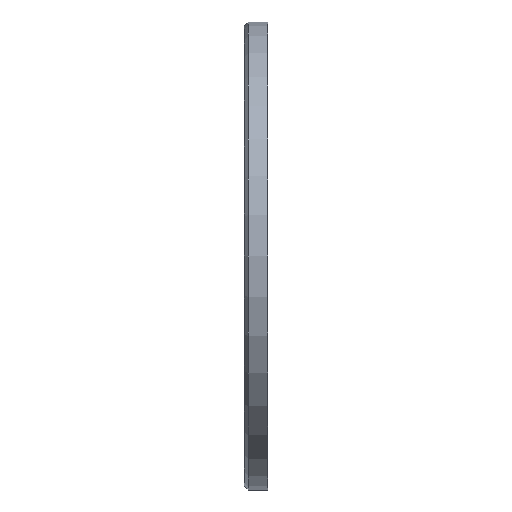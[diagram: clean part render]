
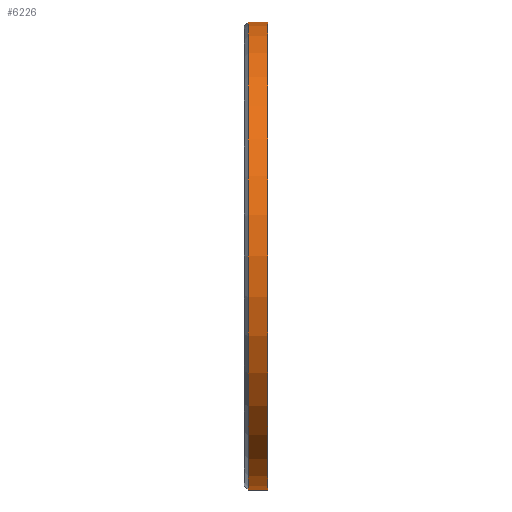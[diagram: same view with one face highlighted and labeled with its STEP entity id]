
A CAD part, left-side view. The second image highlights one B-rep face of the part: STEP entity #6226.
In plain terms, the highlighted cylindrical face has radius 60 mm (diameter 120 mm), a partial arc.
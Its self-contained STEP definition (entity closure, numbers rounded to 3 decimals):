
#921 = EDGE_LOOP ( 'NONE', ( #1786, #13578, #1444, #929 ) ) ;
#929 = ORIENTED_EDGE ( 'NONE', *, *, #7457, .T. ) ;
#1444 = ORIENTED_EDGE ( 'NONE', *, *, #1947, .T. ) ;
#1786 = ORIENTED_EDGE ( 'NONE', *, *, #6042, .F. ) ;
#1898 = AXIS2_PLACEMENT_3D ( 'NONE', #5692, #11098, #12083 ) ;
#1947 = EDGE_CURVE ( 'NONE', #12196, #13869, #7063, .T. ) ;
#2058 = CIRCLE ( 'NONE', #2529, 60. ) ;
#2105 = DIRECTION ( 'NONE',  ( 0., -1., 0. ) ) ;
#2309 = FACE_OUTER_BOUND ( 'NONE', #921, .T. ) ;
#2335 = DIRECTION ( 'NONE',  ( 0., -1., 0. ) ) ;
#2393 = EDGE_CURVE ( 'NONE', #9817, #12196, #10613, .T. ) ;
#2529 = AXIS2_PLACEMENT_3D ( 'NONE', #10562, #11635, #8435 ) ;
#2608 = CARTESIAN_POINT ( 'NONE',  ( 0., 5., -60. ) ) ;
#4034 = CARTESIAN_POINT ( 'NONE',  ( 0., 0., 60. ) ) ;
#4827 = CARTESIAN_POINT ( 'NONE',  ( 0., 5., 60. ) ) ;
#5692 = CARTESIAN_POINT ( 'NONE',  ( 0., 6., 0. ) ) ;
#5932 = CARTESIAN_POINT ( 'NONE',  ( 0., 6., -60. ) ) ;
#6042 = EDGE_CURVE ( 'NONE', #9817, #11978, #6654, .T. ) ;
#6226 = ADVANCED_FACE ( 'NONE', ( #2309 ), #13368, .T. ) ;
#6654 = LINE ( 'NONE', #12694, #12549 ) ;
#7043 = DIRECTION ( 'NONE',  ( 0., -1., 0. ) ) ;
#7063 = LINE ( 'NONE', #5932, #12788 ) ;
#7457 = EDGE_CURVE ( 'NONE', #13869, #11978, #2058, .T. ) ;
#7570 = CARTESIAN_POINT ( 'NONE',  ( 0., 5., 0. ) ) ;
#8435 = DIRECTION ( 'NONE',  ( 0., 0., 1. ) ) ;
#9817 = VERTEX_POINT ( 'NONE', #4827 ) ;
#10562 = CARTESIAN_POINT ( 'NONE',  ( 0., 0., 0. ) ) ;
#10613 = CIRCLE ( 'NONE', #12687, 60. ) ;
#11098 = DIRECTION ( 'NONE',  ( 0., -1., 0. ) ) ;
#11635 = DIRECTION ( 'NONE',  ( 0., 1., 0. ) ) ;
#11978 = VERTEX_POINT ( 'NONE', #4034 ) ;
#12045 = DIRECTION ( 'NONE',  ( 0., 0., 1. ) ) ;
#12083 = DIRECTION ( 'NONE',  ( 0., 0., -1. ) ) ;
#12114 = CARTESIAN_POINT ( 'NONE',  ( 0., 0., -60. ) ) ;
#12196 = VERTEX_POINT ( 'NONE', #2608 ) ;
#12549 = VECTOR ( 'NONE', #2105, 1000. ) ;
#12687 = AXIS2_PLACEMENT_3D ( 'NONE', #7570, #2335, #12045 ) ;
#12694 = CARTESIAN_POINT ( 'NONE',  ( 0., 6., 60. ) ) ;
#12788 = VECTOR ( 'NONE', #7043, 1000. ) ;
#13368 = CYLINDRICAL_SURFACE ( 'NONE', #1898, 60. ) ;
#13578 = ORIENTED_EDGE ( 'NONE', *, *, #2393, .T. ) ;
#13869 = VERTEX_POINT ( 'NONE', #12114 ) ;
